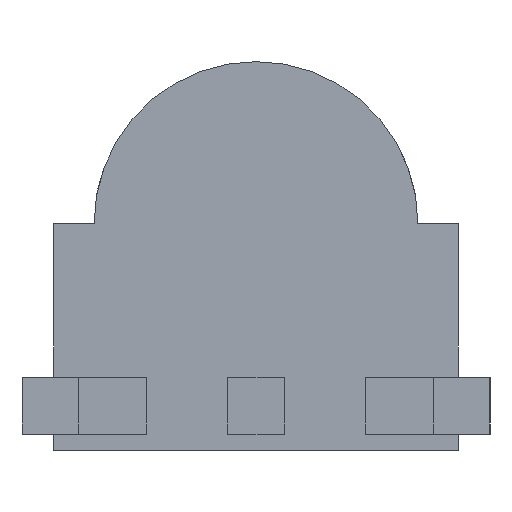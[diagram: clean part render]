
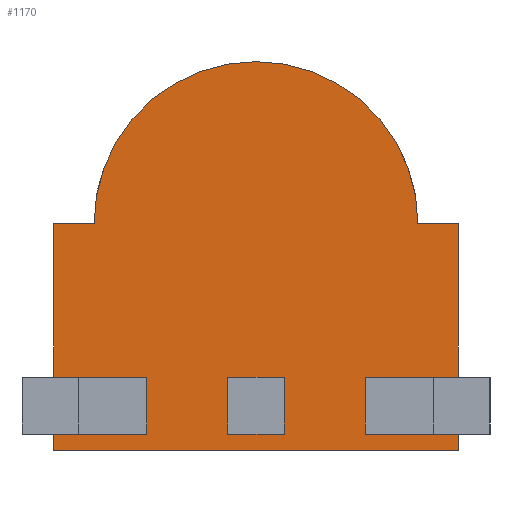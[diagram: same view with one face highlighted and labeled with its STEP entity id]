
A CAD part, front view. The second image highlights one B-rep face of the part: STEP entity #1170.
In plain terms, the highlighted planar face has unit normal (0, -1, 0).
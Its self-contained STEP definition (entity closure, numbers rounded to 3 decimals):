
#14 = CARTESIAN_POINT ( 'NONE',  ( 0., 0., 0. ) ) ;
#20 = CARTESIAN_POINT ( 'NONE',  ( 1.15, 0., 0.2 ) ) ;
#28 = DIRECTION ( 'NONE',  ( 1., 0., 0. ) ) ;
#30 = ORIENTED_EDGE ( 'NONE', *, *, #557, .T. ) ;
#35 = LINE ( 'NONE', #430, #387 ) ;
#51 = LINE ( 'NONE', #968, #746 ) ;
#60 = DIRECTION ( 'NONE',  ( 0., 0., -1. ) ) ;
#77 = LINE ( 'NONE', #499, #923 ) ;
#81 = ORIENTED_EDGE ( 'NONE', *, *, #1269, .F. ) ;
#82 = CARTESIAN_POINT ( 'NONE',  ( 1.15, 0., 0.9 ) ) ;
#87 = EDGE_CURVE ( 'NONE', #1097, #881, #1650, .T. ) ;
#98 = DIRECTION ( 'NONE',  ( -1., 0., 0. ) ) ;
#100 = EDGE_CURVE ( 'NONE', #300, #1390, #51, .T. ) ;
#116 = VERTEX_POINT ( 'NONE', #366 ) ;
#122 = ORIENTED_EDGE ( 'NONE', *, *, #1514, .F. ) ;
#133 = CARTESIAN_POINT ( 'NONE',  ( 1.15, 0., 0.9 ) ) ;
#170 = VECTOR ( 'NONE', #182, 1000. ) ;
#173 = CARTESIAN_POINT ( 'NONE',  ( 2.5, 0., 2.8 ) ) ;
#175 = ORIENTED_EDGE ( 'NONE', *, *, #1064, .T. ) ;
#177 = LINE ( 'NONE', #715, #1355 ) ;
#182 = DIRECTION ( 'NONE',  ( 0., 0., -1. ) ) ;
#223 = DIRECTION ( 'NONE',  ( 0., 0., 1. ) ) ;
#230 = ORIENTED_EDGE ( 'NONE', *, *, #418, .F. ) ;
#238 = CARTESIAN_POINT ( 'NONE',  ( 4.55, 0., 0.2 ) ) ;
#244 = EDGE_LOOP ( 'NONE', ( #822, #175, #1714, #81, #1522, #30, #1569 ) ) ;
#264 = VERTEX_POINT ( 'NONE', #565 ) ;
#281 = CARTESIAN_POINT ( 'NONE',  ( 5., 0., 2.8 ) ) ;
#288 = CARTESIAN_POINT ( 'NONE',  ( 2.5, 0., 2.8 ) ) ;
#300 = VERTEX_POINT ( 'NONE', #809 ) ;
#322 = VERTEX_POINT ( 'NONE', #459 ) ;
#337 = CARTESIAN_POINT ( 'NONE',  ( 0.45, 0., 0.9 ) ) ;
#351 = ORIENTED_EDGE ( 'NONE', *, *, #1528, .F. ) ;
#358 = LINE ( 'NONE', #492, #1204 ) ;
#366 = CARTESIAN_POINT ( 'NONE',  ( 0., 0., 2.8 ) ) ;
#370 = EDGE_CURVE ( 'NONE', #264, #949, #747, .T. ) ;
#387 = VECTOR ( 'NONE', #972, 1000. ) ;
#394 = EDGE_CURVE ( 'NONE', #1390, #765, #1383, .T. ) ;
#409 = LINE ( 'NONE', #955, #1315 ) ;
#418 = EDGE_CURVE ( 'NONE', #1593, #621, #1394, .T. ) ;
#430 = CARTESIAN_POINT ( 'NONE',  ( 2.85, 0., 0.2 ) ) ;
#445 = DIRECTION ( 'NONE',  ( 0., 0., 1. ) ) ;
#448 = CARTESIAN_POINT ( 'NONE',  ( 3.85, 0., 0.2 ) ) ;
#459 = CARTESIAN_POINT ( 'NONE',  ( 4.55, 0., 0.9 ) ) ;
#464 = CARTESIAN_POINT ( 'NONE',  ( 2.85, 0., 0.2 ) ) ;
#480 = CARTESIAN_POINT ( 'NONE',  ( 0., 0., 0. ) ) ;
#492 = CARTESIAN_POINT ( 'NONE',  ( 2.85, 0., 0.9 ) ) ;
#498 = DIRECTION ( 'NONE',  ( 1., 0., 0. ) ) ;
#499 = CARTESIAN_POINT ( 'NONE',  ( 4.55, 0., 0.9 ) ) ;
#502 = EDGE_CURVE ( 'NONE', #1708, #1097, #1175, .T. ) ;
#548 = VECTOR ( 'NONE', #1668, 1000. ) ;
#557 = EDGE_CURVE ( 'NONE', #669, #765, #1033, .T. ) ;
#565 = CARTESIAN_POINT ( 'NONE',  ( 2.5, 0., 4.8 ) ) ;
#594 = EDGE_CURVE ( 'NONE', #322, #1245, #1716, .T. ) ;
#596 = CARTESIAN_POINT ( 'NONE',  ( 2.15, 0., 0.2 ) ) ;
#604 = ORIENTED_EDGE ( 'NONE', *, *, #1074, .F. ) ;
#621 = VERTEX_POINT ( 'NONE', #238 ) ;
#638 = VECTOR ( 'NONE', #28, 1000. ) ;
#655 = PLANE ( 'NONE',  #1391 ) ;
#669 = VERTEX_POINT ( 'NONE', #14 ) ;
#684 = DIRECTION ( 'NONE',  ( 1., 0., 0. ) ) ;
#699 = DIRECTION ( 'NONE',  ( 0., 0., 1. ) ) ;
#715 = CARTESIAN_POINT ( 'NONE',  ( 2.85, 0., 0.2 ) ) ;
#717 = CARTESIAN_POINT ( 'NONE',  ( 2.15, 0., 0.2 ) ) ;
#730 = VERTEX_POINT ( 'NONE', #995 ) ;
#732 = DIRECTION ( 'NONE',  ( 0., -1., 0. ) ) ;
#741 = EDGE_CURVE ( 'NONE', #1550, #1235, #177, .T. ) ;
#743 = EDGE_LOOP ( 'NONE', ( #903, #604, #1351, #1679 ) ) ;
#746 = VECTOR ( 'NONE', #1128, 1000. ) ;
#747 = CIRCLE ( 'NONE', #1750, 2. ) ;
#761 = VECTOR ( 'NONE', #1538, 1000. ) ;
#765 = VERTEX_POINT ( 'NONE', #769 ) ;
#769 = CARTESIAN_POINT ( 'NONE',  ( 5., 0., 0. ) ) ;
#771 = DIRECTION ( 'NONE',  ( -1., 0., 0. ) ) ;
#792 = DIRECTION ( 'NONE',  ( 0., 1., 0. ) ) ;
#809 = CARTESIAN_POINT ( 'NONE',  ( 4.5, 0., 2.8 ) ) ;
#816 = EDGE_CURVE ( 'NONE', #1285, #1708, #1324, .T. ) ;
#822 = ORIENTED_EDGE ( 'NONE', *, *, #100, .F. ) ;
#831 = ORIENTED_EDGE ( 'NONE', *, *, #87, .F. ) ;
#853 = EDGE_CURVE ( 'NONE', #1226, #730, #358, .T. ) ;
#860 = DIRECTION ( 'NONE',  ( -1., 0., 0. ) ) ;
#873 = ORIENTED_EDGE ( 'NONE', *, *, #594, .F. ) ;
#881 = VERTEX_POINT ( 'NONE', #20 ) ;
#890 = CARTESIAN_POINT ( 'NONE',  ( 3.85, 0., 0.9 ) ) ;
#903 = ORIENTED_EDGE ( 'NONE', *, *, #853, .F. ) ;
#908 = EDGE_LOOP ( 'NONE', ( #122, #873, #1296, #230 ) ) ;
#923 = VECTOR ( 'NONE', #223, 1000. ) ;
#949 = VERTEX_POINT ( 'NONE', #1059 ) ;
#951 = DIRECTION ( 'NONE',  ( 0., 0., 1. ) ) ;
#955 = CARTESIAN_POINT ( 'NONE',  ( 0., 0., 2.8 ) ) ;
#968 = CARTESIAN_POINT ( 'NONE',  ( 0., 0., 2.8 ) ) ;
#972 = DIRECTION ( 'NONE',  ( 0., 0., 1. ) ) ;
#982 = VECTOR ( 'NONE', #771, 1000. ) ;
#995 = CARTESIAN_POINT ( 'NONE',  ( 2.15, 0., 0.9 ) ) ;
#1000 = CARTESIAN_POINT ( 'NONE',  ( 2.85, 0., 0.9 ) ) ;
#1004 = VECTOR ( 'NONE', #1449, 1000. ) ;
#1006 = CARTESIAN_POINT ( 'NONE',  ( 3.85, 0., 0.2 ) ) ;
#1033 = LINE ( 'NONE', #480, #1334 ) ;
#1036 = VECTOR ( 'NONE', #60, 1000. ) ;
#1059 = CARTESIAN_POINT ( 'NONE',  ( 0.5, 0., 2.8 ) ) ;
#1064 = EDGE_CURVE ( 'NONE', #300, #264, #1540, .T. ) ;
#1065 = ORIENTED_EDGE ( 'NONE', *, *, #502, .F. ) ;
#1074 = EDGE_CURVE ( 'NONE', #1235, #1226, #35, .T. ) ;
#1085 = AXIS2_PLACEMENT_3D ( 'NONE', #288, #732, #699 ) ;
#1093 = EDGE_CURVE ( 'NONE', #621, #322, #77, .T. ) ;
#1097 = VERTEX_POINT ( 'NONE', #1167 ) ;
#1128 = DIRECTION ( 'NONE',  ( 1., 0., 0. ) ) ;
#1139 = DIRECTION ( 'NONE',  ( 0., -1., 0. ) ) ;
#1149 = DIRECTION ( 'NONE',  ( 1., 0., 0. ) ) ;
#1160 = CARTESIAN_POINT ( 'NONE',  ( 0., 0., 2.8 ) ) ;
#1167 = CARTESIAN_POINT ( 'NONE',  ( 0.45, 0., 0.2 ) ) ;
#1170 = ADVANCED_FACE ( 'NONE', ( #1468, #1622, #1741, #1489 ), #655, .F. ) ;
#1175 = LINE ( 'NONE', #337, #1004 ) ;
#1179 = VECTOR ( 'NONE', #1670, 1000. ) ;
#1204 = VECTOR ( 'NONE', #860, 1000. ) ;
#1206 = VECTOR ( 'NONE', #1696, 1000. ) ;
#1226 = VERTEX_POINT ( 'NONE', #1000 ) ;
#1235 = VERTEX_POINT ( 'NONE', #464 ) ;
#1245 = VERTEX_POINT ( 'NONE', #1372 ) ;
#1269 = EDGE_CURVE ( 'NONE', #116, #949, #409, .T. ) ;
#1285 = VERTEX_POINT ( 'NONE', #133 ) ;
#1296 = ORIENTED_EDGE ( 'NONE', *, *, #1093, .F. ) ;
#1315 = VECTOR ( 'NONE', #684, 1000. ) ;
#1324 = LINE ( 'NONE', #82, #1410 ) ;
#1325 = EDGE_LOOP ( 'NONE', ( #1065, #1562, #351, #831 ) ) ;
#1334 = VECTOR ( 'NONE', #498, 1000. ) ;
#1351 = ORIENTED_EDGE ( 'NONE', *, *, #741, .F. ) ;
#1354 = CARTESIAN_POINT ( 'NONE',  ( 0., 0., 2.8 ) ) ;
#1355 = VECTOR ( 'NONE', #1149, 1000. ) ;
#1372 = CARTESIAN_POINT ( 'NONE',  ( 3.85, 0., 0.9 ) ) ;
#1374 = EDGE_CURVE ( 'NONE', #730, #1550, #1408, .T. ) ;
#1383 = LINE ( 'NONE', #1535, #1036 ) ;
#1390 = VERTEX_POINT ( 'NONE', #281 ) ;
#1391 = AXIS2_PLACEMENT_3D ( 'NONE', #1354, #792, #951 ) ;
#1394 = LINE ( 'NONE', #1006, #548 ) ;
#1395 = LINE ( 'NONE', #1695, #1179 ) ;
#1407 = LINE ( 'NONE', #1663, #170 ) ;
#1408 = LINE ( 'NONE', #596, #1206 ) ;
#1410 = VECTOR ( 'NONE', #98, 1000. ) ;
#1449 = DIRECTION ( 'NONE',  ( 0., 0., -1. ) ) ;
#1468 = FACE_BOUND ( 'NONE', #743, .T. ) ;
#1470 = CARTESIAN_POINT ( 'NONE',  ( 0.45, 0., 0.9 ) ) ;
#1489 = FACE_BOUND ( 'NONE', #908, .T. ) ;
#1510 = CARTESIAN_POINT ( 'NONE',  ( 1.15, 0., 0.2 ) ) ;
#1514 = EDGE_CURVE ( 'NONE', #1245, #1593, #1407, .T. ) ;
#1522 = ORIENTED_EDGE ( 'NONE', *, *, #1572, .T. ) ;
#1528 = EDGE_CURVE ( 'NONE', #881, #1285, #1395, .T. ) ;
#1535 = CARTESIAN_POINT ( 'NONE',  ( 5., 0., 2.8 ) ) ;
#1538 = DIRECTION ( 'NONE',  ( 0., 0., -1. ) ) ;
#1540 = CIRCLE ( 'NONE', #1085, 2. ) ;
#1550 = VERTEX_POINT ( 'NONE', #717 ) ;
#1562 = ORIENTED_EDGE ( 'NONE', *, *, #816, .F. ) ;
#1569 = ORIENTED_EDGE ( 'NONE', *, *, #394, .F. ) ;
#1572 = EDGE_CURVE ( 'NONE', #116, #669, #1676, .T. ) ;
#1593 = VERTEX_POINT ( 'NONE', #448 ) ;
#1622 = FACE_BOUND ( 'NONE', #1325, .T. ) ;
#1650 = LINE ( 'NONE', #1510, #638 ) ;
#1663 = CARTESIAN_POINT ( 'NONE',  ( 3.85, 0., 0.9 ) ) ;
#1668 = DIRECTION ( 'NONE',  ( 1., 0., 0. ) ) ;
#1670 = DIRECTION ( 'NONE',  ( 0., 0., 1. ) ) ;
#1676 = LINE ( 'NONE', #1160, #761 ) ;
#1679 = ORIENTED_EDGE ( 'NONE', *, *, #1374, .F. ) ;
#1695 = CARTESIAN_POINT ( 'NONE',  ( 1.15, 0., 0.9 ) ) ;
#1696 = DIRECTION ( 'NONE',  ( 0., 0., -1. ) ) ;
#1708 = VERTEX_POINT ( 'NONE', #1470 ) ;
#1714 = ORIENTED_EDGE ( 'NONE', *, *, #370, .T. ) ;
#1716 = LINE ( 'NONE', #890, #982 ) ;
#1741 = FACE_OUTER_BOUND ( 'NONE', #244, .T. ) ;
#1750 = AXIS2_PLACEMENT_3D ( 'NONE', #173, #1139, #445 ) ;
